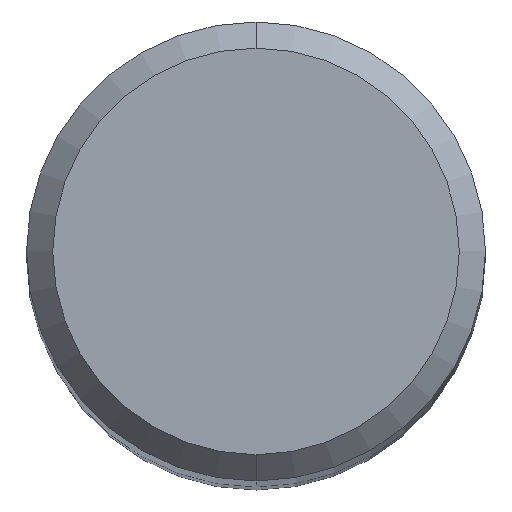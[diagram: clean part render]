
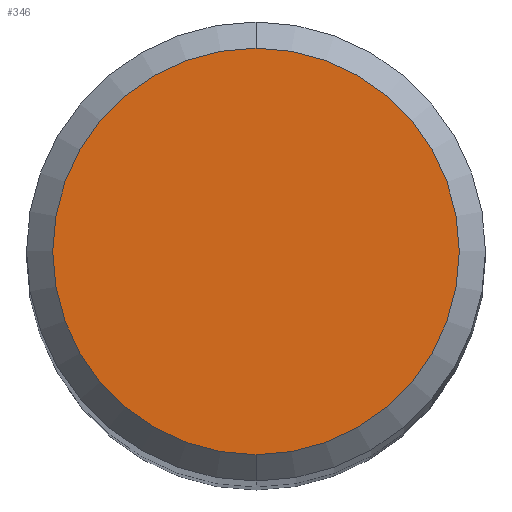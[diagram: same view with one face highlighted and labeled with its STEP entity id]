
A CAD part, top view. The second image highlights one B-rep face of the part: STEP entity #346.
In plain terms, the highlighted planar face has unit normal (0, 0, 1).
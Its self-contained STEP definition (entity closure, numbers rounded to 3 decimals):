
#214=EDGE_CURVE('',#270,#438,#519,.T.);
#270=VERTEX_POINT('',#581);
#346=ADVANCED_FACE('',(#662),#663,.T.);
#398=EDGE_CURVE('',#438,#270,#723,.T.);
#438=VERTEX_POINT('',#768);
#519=CIRCLE('',#867,3.1);
#581=CARTESIAN_POINT('',(0.,-3.1,0.0));
#662=FACE_OUTER_BOUND('',#1191,.T.);
#663=PLANE('',#1192);
#723=CIRCLE('',#1276,3.1);
#768=CARTESIAN_POINT('',(0.0,3.1,0.0));
#867=AXIS2_PLACEMENT_3D('',#1468,#1469,#1470);
#1191=EDGE_LOOP('',(#1623,#1624));
#1192=AXIS2_PLACEMENT_3D('',#1625,#1626,#1627);
#1276=AXIS2_PLACEMENT_3D('',#1696,#1697,#1698);
#1468=CARTESIAN_POINT('',(0.0,0.0,0.0));
#1469=DIRECTION('',(0.0,0.0,-1.0));
#1470=DIRECTION('',(0.0,1.0,0.0));
#1623=ORIENTED_EDGE('',*,*,#398,.F.);
#1624=ORIENTED_EDGE('',*,*,#214,.F.);
#1625=CARTESIAN_POINT('',(0.0,1.55,0.0));
#1626=DIRECTION('',(-0.0,0.0,1.0));
#1627=DIRECTION('',(0.0,-1.0,0.0));
#1696=CARTESIAN_POINT('',(0.0,0.0,0.0));
#1697=DIRECTION('',(0.0,0.0,-1.0));
#1698=DIRECTION('',(0.0,1.0,0.0));
